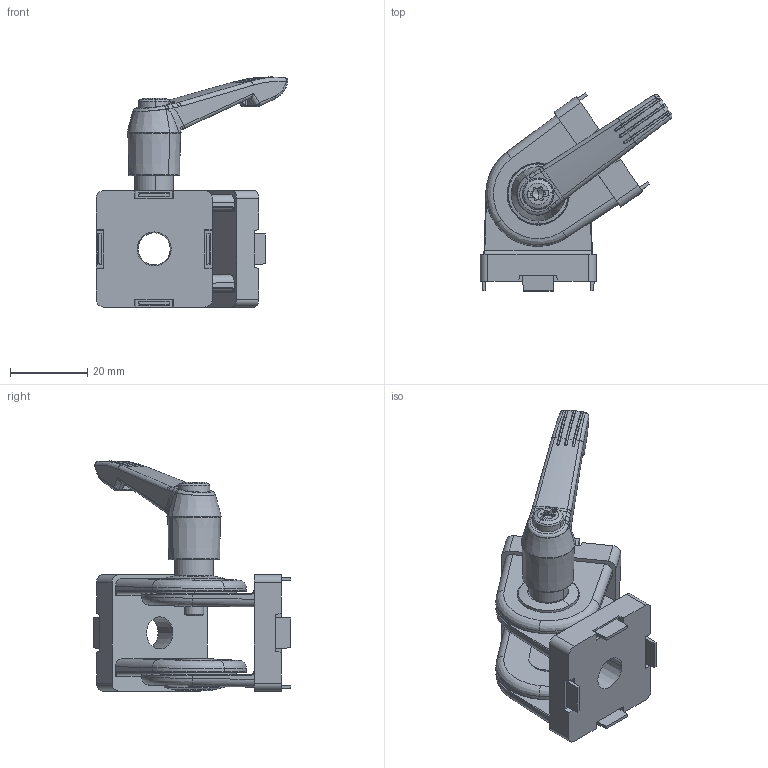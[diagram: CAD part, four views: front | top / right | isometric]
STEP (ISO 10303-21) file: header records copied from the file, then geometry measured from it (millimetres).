
FILE_DESCRIPTION(('STEP AP214'),'1');
FILE_NAME('fath_093gf30an08.stp','2017-05-27T06:21:27',('TraceParts'),('TraceParts S.A.'),'Spatial InterOp 3D',' ',' ');
FILE_SCHEMA(('automotive_design'));
Length unit declared in the file: millimetre
Products named in the file (9): fath_093gf30an08_1; fath_093gf30an08_2; fath_093gf30an08_3; fath_093gf30an08_4; fath_093gf30an08_5; fath_093gf30an08_6; fath_093gf30an08_7; fath_093gf30an08_8; fath_093gf30an08_9
Bounding box: 49.54 x 51.1 x 59.39 mm (x, y, z)
Volume: 24637.6 mm3; surface area: 17929.8 mm2
Topology: 9 solids, 10 shells, 549 faces, 1317 edges, 802 vertices
Faces by surface type: plane 182, cylinder 123, bspline 111, torus 63, cone 46, sphere 24
Entity records: 23032 total; most frequent: CARTESIAN_POINT 6378, ORIENTED_EDGE 2614, DIRECTION 2432, EDGE_CURVE 1307, AXIS2_PLACEMENT_3D 962, VERTEX_POINT 802, EDGE_LOOP 591, STYLED_ITEM 558
